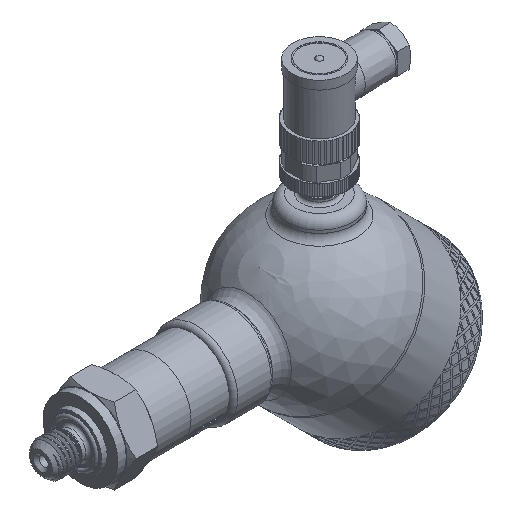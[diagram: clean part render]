
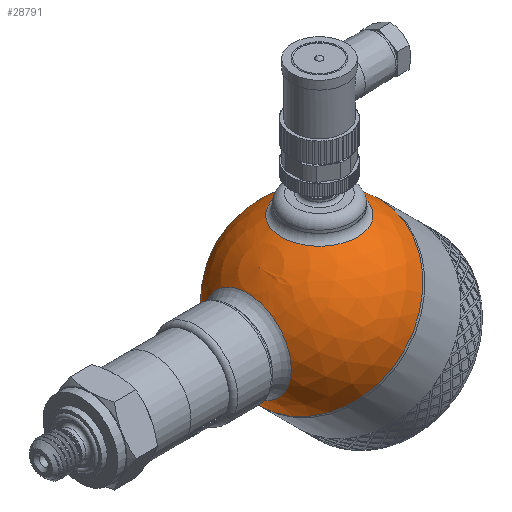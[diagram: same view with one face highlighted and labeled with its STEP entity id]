
A CAD part, isometric view. The second image highlights one B-rep face of the part: STEP entity #28791.
In plain terms, the highlighted spherical face has radius 30 mm.
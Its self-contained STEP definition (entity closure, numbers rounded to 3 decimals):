
#45=SPHERICAL_SURFACE('',#30544,30.);
#154=FACE_BOUND('',#3870,.T.);
#155=FACE_BOUND('',#3871,.T.);
#2034=FACE_OUTER_BOUND('',#3869,.T.);
#3869=EDGE_LOOP('',(#20645,#20646,#20647,#20648));
#3870=EDGE_LOOP('',(#20649));
#3871=EDGE_LOOP('',(#20650));
#5603=CIRCLE('',#30467,30.);
#5604=CIRCLE('',#30468,30.);
#5631=CIRCLE('',#30540,13.5);
#5634=CIRCLE('',#30545,30.);
#5635=CIRCLE('',#30546,15.643);
#11188=VERTEX_POINT('',#38649);
#11189=VERTEX_POINT('',#38651);
#11716=VERTEX_POINT('',#45415);
#11718=VERTEX_POINT('',#45422);
#11719=VERTEX_POINT('',#45424);
#14289=EDGE_CURVE('',#11188,#11189,#5603,.T.);
#14290=EDGE_CURVE('',#11189,#11188,#5604,.T.);
#15083=EDGE_CURVE('',#11716,#11716,#5631,.T.);
#15086=EDGE_CURVE('',#11189,#11718,#5634,.T.);
#15087=EDGE_CURVE('',#11719,#11719,#5635,.T.);
#20645=ORIENTED_EDGE('',*,*,#14290,.F.);
#20646=ORIENTED_EDGE('',*,*,#15086,.T.);
#20647=ORIENTED_EDGE('',*,*,#15086,.F.);
#20648=ORIENTED_EDGE('',*,*,#14289,.F.);
#20649=ORIENTED_EDGE('',*,*,#15087,.F.);
#20650=ORIENTED_EDGE('',*,*,#15083,.F.);
#28791=ADVANCED_FACE('',(#2034,#154,#155),#45,.T.);
#30467=AXIS2_PLACEMENT_3D('',#38652,#32368,#32369);
#30468=AXIS2_PLACEMENT_3D('',#38653,#32370,#32371);
#30540=AXIS2_PLACEMENT_3D('',#45416,#32792,#32793);
#30544=AXIS2_PLACEMENT_3D('',#45421,#32800,#32801);
#30545=AXIS2_PLACEMENT_3D('',#45423,#32802,#32803);
#30546=AXIS2_PLACEMENT_3D('',#45425,#32804,#32805);
#32368=DIRECTION('center_axis',(1.,0.,0.));
#32369=DIRECTION('ref_axis',(0.,1.,0.));
#32370=DIRECTION('center_axis',(1.,0.,0.));
#32371=DIRECTION('ref_axis',(0.,1.,0.));
#32792=DIRECTION('center_axis',(-0.707,0.,-0.707));
#32793=DIRECTION('ref_axis',(-0.707,0.,0.707));
#32800=DIRECTION('center_axis',(1.,0.,0.));
#32801=DIRECTION('ref_axis',(0.,-1.,0.));
#32802=DIRECTION('center_axis',(0.,0.,1.));
#32803=DIRECTION('ref_axis',(0.,1.,0.));
#32804=DIRECTION('center_axis',(-0.707,0.,0.707));
#32805=DIRECTION('ref_axis',(0.707,0.,0.707));
#38649=CARTESIAN_POINT('',(0.,-30.,0.));
#38651=CARTESIAN_POINT('',(0.,30.,0.));
#38652=CARTESIAN_POINT('Origin',(0.,0.,0.));
#38653=CARTESIAN_POINT('Origin',(0.,0.,0.));
#45415=CARTESIAN_POINT('',(-9.398,0.,-28.49));
#45416=CARTESIAN_POINT('Origin',(-18.944,0.,-18.944));
#45421=CARTESIAN_POINT('Origin',(0.,0.,0.));
#45422=CARTESIAN_POINT('',(-30.,0.,0.));
#45423=CARTESIAN_POINT('Origin',(0.,0.,0.));
#45424=CARTESIAN_POINT('',(-29.162,0.,7.04));
#45425=CARTESIAN_POINT('Origin',(-18.101,0.,18.101));
